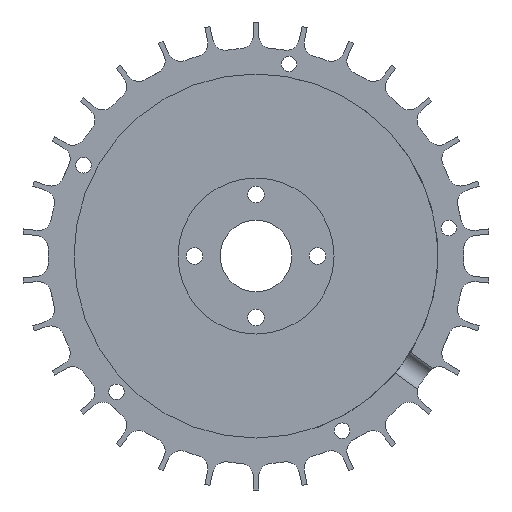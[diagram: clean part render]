
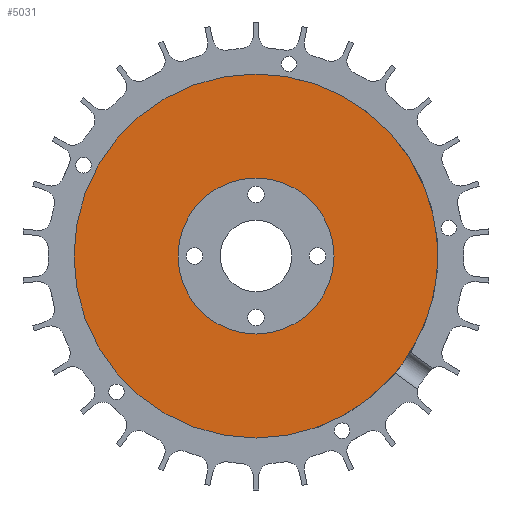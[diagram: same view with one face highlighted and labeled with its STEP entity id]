
A CAD part, front view. The second image highlights one B-rep face of the part: STEP entity #5031.
In plain terms, the highlighted planar face has unit normal (0, -1, 0).
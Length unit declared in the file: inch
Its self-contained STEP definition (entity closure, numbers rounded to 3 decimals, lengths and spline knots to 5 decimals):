
#109 = FACE_BOUND ( 'NONE', #3334, .T. ) ;
#149 = DIRECTION ( 'NONE',  ( 0., -1., 0. ) ) ;
#385 = EDGE_CURVE ( 'NONE', #6096, #8641, #8982, .T. ) ;
#813 = AXIS2_PLACEMENT_3D ( 'NONE', #8802, #3115, #8219 ) ;
#845 = AXIS2_PLACEMENT_3D ( 'NONE', #2280, #149, #4509 ) ;
#1479 = DIRECTION ( 'NONE',  ( 0., 0., -1. ) ) ;
#2010 = CARTESIAN_POINT ( 'NONE',  ( 0., 0.10155, 0. ) ) ;
#2016 = EDGE_CURVE ( 'NONE', #6094, #6096, #7350, .T. ) ;
#2280 = CARTESIAN_POINT ( 'NONE',  ( 0., 0.10155, 0. ) ) ;
#2663 = CARTESIAN_POINT ( 'NONE',  ( 0., 0.10155, 0.75 ) ) ;
#3000 = ORIENTED_EDGE ( 'NONE', *, *, #8395, .F. ) ;
#3020 = CIRCLE ( 'NONE', #6650, 1.75 ) ;
#3105 = EDGE_CURVE ( 'NONE', #8641, #6094, #3020, .T. ) ;
#3115 = DIRECTION ( 'NONE',  ( 0., -1., 0. ) ) ;
#3200 = CARTESIAN_POINT ( 'NONE',  ( 0., 0.10155, -0.75 ) ) ;
#3334 = EDGE_LOOP ( 'NONE', ( #5044, #3000 ) ) ;
#3393 = EDGE_CURVE ( 'NONE', #5661, #6756, #6440, .T. ) ;
#3890 = ORIENTED_EDGE ( 'NONE', *, *, #2016, .T. ) ;
#4242 = ORIENTED_EDGE ( 'NONE', *, *, #385, .T. ) ;
#4509 = DIRECTION ( 'NONE',  ( 0., 0., -1. ) ) ;
#4843 = AXIS2_PLACEMENT_3D ( 'NONE', #7584, #7066, #9065 ) ;
#5031 = ADVANCED_FACE ( 'NONE', ( #6548, #109 ), #5740, .T. ) ;
#5044 = ORIENTED_EDGE ( 'NONE', *, *, #3393, .F. ) ;
#5089 = AXIS2_PLACEMENT_3D ( 'NONE', #6246, #9145, #8438 ) ;
#5409 = CARTESIAN_POINT ( 'NONE',  ( 0., 0.10155, 1.75 ) ) ;
#5661 = VERTEX_POINT ( 'NONE', #2663 ) ;
#5698 = DIRECTION ( 'NONE',  ( 0., 0., -1. ) ) ;
#5740 = PLANE ( 'NONE',  #8436 ) ;
#6094 = VERTEX_POINT ( 'NONE', #8391 ) ;
#6096 = VERTEX_POINT ( 'NONE', #5409 ) ;
#6246 = CARTESIAN_POINT ( 'NONE',  ( 0., 0.10155, 0. ) ) ;
#6326 = ORIENTED_EDGE ( 'NONE', *, *, #3105, .T. ) ;
#6347 = CIRCLE ( 'NONE', #4843, 0.75 ) ;
#6440 = CIRCLE ( 'NONE', #5089, 0.75 ) ;
#6454 = CARTESIAN_POINT ( 'NONE',  ( 0., 0.10155, 0. ) ) ;
#6548 = FACE_OUTER_BOUND ( 'NONE', #7136, .T. ) ;
#6650 = AXIS2_PLACEMENT_3D ( 'NONE', #2010, #8461, #5698 ) ;
#6756 = VERTEX_POINT ( 'NONE', #3200 ) ;
#7066 = DIRECTION ( 'NONE',  ( 0., -1., 0. ) ) ;
#7136 = EDGE_LOOP ( 'NONE', ( #3890, #4242, #6326 ) ) ;
#7350 = CIRCLE ( 'NONE', #845, 1.75 ) ;
#7524 = CARTESIAN_POINT ( 'NONE',  ( 0., 0.10155, -1.75 ) ) ;
#7584 = CARTESIAN_POINT ( 'NONE',  ( 0., 0.10155, 0. ) ) ;
#8219 = DIRECTION ( 'NONE',  ( 0., 0., -1. ) ) ;
#8391 = CARTESIAN_POINT ( 'NONE',  ( 1.41578, 0.10155, -1.02862 ) ) ;
#8395 = EDGE_CURVE ( 'NONE', #6756, #5661, #6347, .T. ) ;
#8436 = AXIS2_PLACEMENT_3D ( 'NONE', #6454, #9351, #1479 ) ;
#8438 = DIRECTION ( 'NONE',  ( 0., 0., -1. ) ) ;
#8461 = DIRECTION ( 'NONE',  ( 0., -1., 0. ) ) ;
#8641 = VERTEX_POINT ( 'NONE', #7524 ) ;
#8802 = CARTESIAN_POINT ( 'NONE',  ( 0., 0.10155, 0. ) ) ;
#8982 = CIRCLE ( 'NONE', #813, 1.75 ) ;
#9065 = DIRECTION ( 'NONE',  ( 0., 0., -1. ) ) ;
#9145 = DIRECTION ( 'NONE',  ( 0., -1., 0. ) ) ;
#9351 = DIRECTION ( 'NONE',  ( 0., -1., 0. ) ) ;
